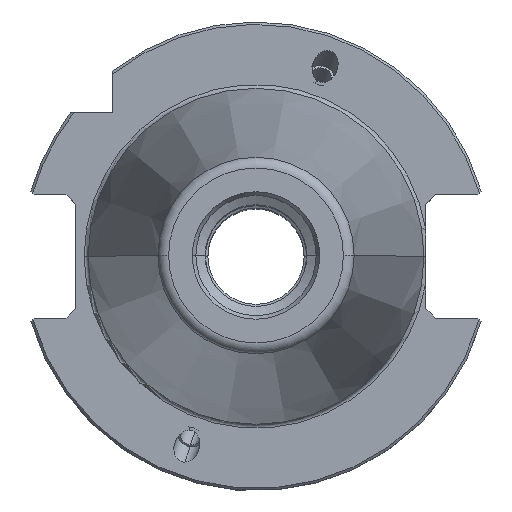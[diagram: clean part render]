
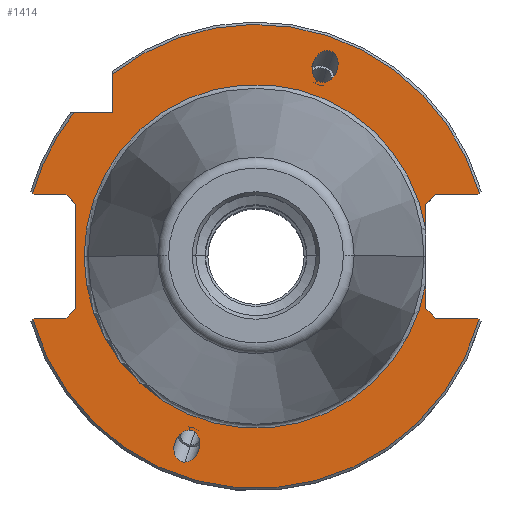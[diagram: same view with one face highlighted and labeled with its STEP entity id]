
A CAD part, top view. The second image highlights one B-rep face of the part: STEP entity #1414.
In plain terms, the highlighted planar face has unit normal (0, 0, 1).
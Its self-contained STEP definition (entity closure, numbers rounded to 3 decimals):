
#1000=VERTEX_POINT('NONE',#2953);
#1024=EDGE_CURVE('NONE',#1000,#2742,#2980,.T.);
#1028=EDGE_CURVE('NONE',#1666,#1822,#2984,.T.);
#1140=VERTEX_POINT('NONE',#3109);
#1230=VERTEX_POINT('NONE',#3210);
#1266=EDGE_CURVE('NONE',#2016,#2562,#3248,.T.);
#1412=EDGE_CURVE('NONE',#2462,#2180,#3408,.T.);
#1414=ADVANCED_FACE('NONE',(#3410,#3411,#3412),#3413,.T.);
#1422=VERTEX_POINT('NONE',#3422);
#1502=EDGE_CURVE('NONE',#2850,#2094,#3513,.T.);
#1504=VERTEX_POINT('NONE',#3515);
#1520=EDGE_CURVE('NONE',#1140,#2842,#3532,.T.);
#1540=VERTEX_POINT('NONE',#3552);
#1542=VERTEX_POINT('NONE',#3554);
#1562=EDGE_CURVE('NONE',#2132,#1868,#3577,.T.);
#1624=VERTEX_POINT('NONE',#3648);
#1634=EDGE_CURVE('NONE',#2842,#1230,#3659,.T.);
#1666=VERTEX_POINT('NONE',#3700);
#1704=VERTEX_POINT('NONE',#3740);
#1714=EDGE_CURVE('NONE',#2478,#1542,#3751,.T.);
#1780=VERTEX_POINT('NONE',#3822);
#1822=VERTEX_POINT('NONE',#3868);
#1868=VERTEX_POINT('NONE',#3916);
#1930=EDGE_CURVE('NONE',#1822,#1704,#3983,.T.);
#1940=EDGE_CURVE('NONE',#1540,#2304,#3994,.T.);
#1948=EDGE_CURVE('NONE',#2180,#2462,#4005,.T.);
#2016=VERTEX_POINT('NONE',#4079);
#2020=EDGE_CURVE('NONE',#2132,#2094,#4083,.T.);
#2094=VERTEX_POINT('NONE',#4165);
#2130=EDGE_CURVE('NONE',#1504,#2478,#4204,.T.);
#2132=VERTEX_POINT('NONE',#4206);
#2168=EDGE_CURVE('NONE',#1140,#1540,#4245,.T.);
#2172=EDGE_CURVE('NONE',#1542,#2204,#4250,.T.);
#2180=VERTEX_POINT('NONE',#4258);
#2204=VERTEX_POINT('NONE',#4285);
#2234=EDGE_CURVE('NONE',#1704,#1422,#4319,.T.);
#2274=EDGE_CURVE('NONE',#2742,#2850,#4366,.T.);
#2304=VERTEX_POINT('NONE',#4400);
#2328=EDGE_CURVE('NONE',#2602,#1624,#4430,.T.);
#2368=EDGE_CURVE('NONE',#1624,#1780,#4475,.T.);
#2450=EDGE_CURVE('NONE',#1422,#2602,#4566,.T.);
#2462=VERTEX_POINT('NONE',#4578);
#2478=VERTEX_POINT('NONE',#4595);
#2524=EDGE_CURVE('NONE',#2562,#2016,#4650,.T.);
#2562=VERTEX_POINT('NONE',#4692);
#2602=VERTEX_POINT('NONE',#4737);
#2718=EDGE_CURVE('NONE',#1868,#2304,#4863,.T.);
#2742=VERTEX_POINT('NONE',#4889);
#2810=EDGE_CURVE('NONE',#1780,#1000,#4964,.T.);
#2842=VERTEX_POINT('NONE',#5001);
#2850=VERTEX_POINT('NONE',#5009);
#2892=EDGE_CURVE('NONE',#1504,#1230,#5054,.T.);
#2896=EDGE_CURVE('NONE',#2204,#1666,#5058,.T.);
#2953=CARTESIAN_POINT('',(-46.066,-12.85,-3.2));
#2980=LINE('',#5152,#5153);
#2984=CIRCLE('',#5158,48.225);
#3109=CARTESIAN_POINT('',(35.3,5.494,-3.2));
#3210=CARTESIAN_POINT('',(37.3,12.85,-3.2));
#3248=(B_SPLINE_CURVE(3,(#5588,#5589,#5590,#5591),.UNSPECIFIED.,.F.,.F.)B_SPLINE_CURVE_WITH_KNOTS((4,4),(0.272,3.414),.UNSPECIFIED.)RATIONAL_B_SPLINE_CURVE((1.0,0.333,0.333,1.0))BOUNDED_CURVE()REPRESENTATION_ITEM('')GEOMETRIC_REPRESENTATION_ITEM()CURVE());
#3408=(B_SPLINE_CURVE(3,(#5839,#5840,#5841,#5842),.UNSPECIFIED.,.F.,.F.)B_SPLINE_CURVE_WITH_KNOTS((4,4),(2.87,6.011),.UNSPECIFIED.)RATIONAL_B_SPLINE_CURVE((1.0,0.333,0.333,1.0))BOUNDED_CURVE()REPRESENTATION_ITEM('')GEOMETRIC_REPRESENTATION_ITEM()CURVE());
#3410=FACE_OUTER_BOUND('',#5850,.T.);
#3411=FACE_BOUND('',#5851,.T.);
#3412=FACE_BOUND('',#5852,.T.);
#3413=PLANE('',#5853);
#3422=CARTESIAN_POINT('',(-39.5,12.85,-3.2));
#3513=LINE('',#5989,#5990);
#3515=CARTESIAN_POINT('',(46.066,12.85,-3.2));
#3532=LINE('',#6025,#6026);
#3552=CARTESIAN_POINT('',(-35.725,0.,-3.2));
#3554=CARTESIAN_POINT('',(-29.85,37.876,-3.2));
#3577=LINE('',#6090,#6091);
#3648=CARTESIAN_POINT('',(-37.5,-10.85,-3.2));
#3659=LINE('',#6247,#6248);
#3700=CARTESIAN_POINT('',(-37.876,29.85,-3.2));
#3740=CARTESIAN_POINT('',(-46.066,12.85,-3.2));
#3751=CIRCLE('',#6365,48.225);
#3822=CARTESIAN_POINT('',(-39.5,-12.85,-3.2));
#3868=CARTESIAN_POINT('',(-46.39,13.175,-3.2));
#3916=CARTESIAN_POINT('',(35.3,-10.85,-3.2));
#3983=LINE('',#6751,#6752);
#3994=CIRCLE('',#6766,35.725);
#4005=(B_SPLINE_CURVE(3,(#6779,#6780,#6781,#6782),.UNSPECIFIED.,.F.,.F.)B_SPLINE_CURVE_WITH_KNOTS((4,4),(6.011,9.153),.UNSPECIFIED.)RATIONAL_B_SPLINE_CURVE((1.0,0.333,0.333,1.0))BOUNDED_CURVE()REPRESENTATION_ITEM('')GEOMETRIC_REPRESENTATION_ITEM()CURVE());
#4079=CARTESIAN_POINT('',(-14.827,-42.778,-3.2));
#4083=LINE('',#6899,#6900);
#4165=CARTESIAN_POINT('',(46.066,-12.85,-3.2));
#4204=LINE('',#7067,#7068);
#4206=CARTESIAN_POINT('',(37.3,-12.85,-3.2));
#4245=CIRCLE('',#7171,35.725);
#4250=LINE('',#7177,#7178);
#4258=CARTESIAN_POINT('',(16.139,42.3,-3.2));
#4285=CARTESIAN_POINT('',(-29.85,29.85,-3.2));
#4319=LINE('',#7305,#7306);
#4366=CIRCLE('',#7411,48.225);
#4400=CARTESIAN_POINT('',(35.3,-5.494,-3.2));
#4430=LINE('',#7505,#7506);
#4475=LINE('',#7565,#7566);
#4566=LINE('',#7694,#7695);
#4578=CARTESIAN_POINT('',(12.59,36.634,-3.2));
#4595=CARTESIAN_POINT('',(46.39,13.175,-3.2));
#4650=(B_SPLINE_CURVE(3,(#7801,#7802,#7803,#7804),.UNSPECIFIED.,.F.,.F.)B_SPLINE_CURVE_WITH_KNOTS((4,4),(3.414,6.555),.UNSPECIFIED.)RATIONAL_B_SPLINE_CURVE((1.0,0.333,0.333,1.0))BOUNDED_CURVE()REPRESENTATION_ITEM('')GEOMETRIC_REPRESENTATION_ITEM()CURVE());
#4692=CARTESIAN_POINT('',(-13.903,-36.156,-3.2));
#4737=CARTESIAN_POINT('',(-37.5,10.85,-3.2));
#4863=LINE('',#8165,#8166);
#4889=CARTESIAN_POINT('',(-46.39,-13.175,-3.2));
#4964=LINE('',#8345,#8346);
#5001=CARTESIAN_POINT('',(35.3,10.85,-3.2));
#5009=CARTESIAN_POINT('',(46.39,-13.175,-3.2));
#5054=LINE('',#8473,#8474);
#5058=LINE('',#8479,#8480);
#5152=CARTESIAN_POINT('',(-46.916,-13.7,-3.2));
#5153=VECTOR('',#8588,1000.0);
#5158=AXIS2_PLACEMENT_3D('',#8589,#8590,#8591);
#5588=CARTESIAN_POINT('',(-14.827,-42.778,-3.2));
#5589=CARTESIAN_POINT('',(-9.496,-42.778,-3.2));
#5590=CARTESIAN_POINT('',(-8.572,-36.156,-3.2));
#5591=CARTESIAN_POINT('',(-13.903,-36.156,-3.2));
#5839=CARTESIAN_POINT('',(12.59,36.634,-3.2));
#5840=CARTESIAN_POINT('',(16.674,33.207,-3.2));
#5841=CARTESIAN_POINT('',(20.223,38.874,-3.2));
#5842=CARTESIAN_POINT('',(16.139,42.3,-3.2));
#5850=EDGE_LOOP('',(#9090,#9091,#9092,#9093,#9094,#9095,#9096,#9097,#9098,#9099,#9100,#9101,#9102,#9103,#9104,#9105,#9106,#9107,#9108,#9109,#9110,#9111));
#5851=EDGE_LOOP('',(#9112,#9113));
#5852=EDGE_LOOP('',(#9114,#9115));
#5853=AXIS2_PLACEMENT_3D('',#9116,#9117,#9118);
#5989=CARTESIAN_POINT('',(45.916,-12.7,-3.2));
#5990=VECTOR('',#9250,1000.0);
#6025=CARTESIAN_POINT('',(35.3,-35.725,-3.2));
#6026=VECTOR('',#9265,1000.0);
#6090=CARTESIAN_POINT('',(37.3,-12.85,-3.2));
#6091=VECTOR('',#9298,1000.0);
#6247=CARTESIAN_POINT('',(37.3,12.85,-3.2));
#6248=VECTOR('',#9397,1000.0);
#6365=AXIS2_PLACEMENT_3D('',#9509,#9510,#9511);
#6751=CARTESIAN_POINT('',(-46.916,13.7,-3.2));
#6752=VECTOR('',#9736,1000.0);
#6766=AXIS2_PLACEMENT_3D('',#9747,#9748,#9749);
#6779=CARTESIAN_POINT('',(16.139,42.3,-3.2));
#6780=CARTESIAN_POINT('',(12.056,45.727,-3.2));
#6781=CARTESIAN_POINT('',(8.507,40.06,-3.2));
#6782=CARTESIAN_POINT('',(12.59,36.634,-3.2));
#6899=CARTESIAN_POINT('',(0.,-12.85,-3.2));
#6900=VECTOR('',#9845,1000.0);
#7067=CARTESIAN_POINT('',(46.916,13.7,-3.2));
#7068=VECTOR('',#9965,1000.0);
#7171=AXIS2_PLACEMENT_3D('',#10005,#10006,#10007);
#7177=CARTESIAN_POINT('',(-29.85,-35.725,-3.2));
#7178=VECTOR('',#10016,1000.0);
#7305=CARTESIAN_POINT('',(0.,12.85,-3.2));
#7306=VECTOR('',#10098,1000.0);
#7411=AXIS2_PLACEMENT_3D('',#10176,#10177,#10178);
#7505=CARTESIAN_POINT('',(-37.5,-35.725,-3.2));
#7506=VECTOR('',#10266,1000.0);
#7565=CARTESIAN_POINT('',(-37.5,-10.85,-3.2));
#7566=VECTOR('',#10327,1000.0);
#7694=CARTESIAN_POINT('',(-37.5,10.85,-3.2));
#7695=VECTOR('',#10434,1000.0);
#7801=CARTESIAN_POINT('',(-13.903,-36.156,-3.2));
#7802=CARTESIAN_POINT('',(-19.233,-36.156,-3.2));
#7803=CARTESIAN_POINT('',(-20.157,-42.778,-3.2));
#7804=CARTESIAN_POINT('',(-14.827,-42.778,-3.2));
#8165=CARTESIAN_POINT('',(35.3,-35.725,-3.2));
#8166=VECTOR('',#10800,1000.0);
#8345=CARTESIAN_POINT('',(0.,-12.85,-3.2));
#8346=VECTOR('',#10900,1000.0);
#8473=CARTESIAN_POINT('',(0.,12.85,-3.2));
#8474=VECTOR('',#10998,1000.0);
#8479=CARTESIAN_POINT('',(0.,29.85,-3.2));
#8480=VECTOR('',#10999,1000.0);
#8588=DIRECTION('',(-0.707,-0.707,0.0));
#8589=CARTESIAN_POINT('',(0.0,0.0,-3.2));
#8590=DIRECTION('',(0.0,0.0,1.0));
#8591=DIRECTION('',(-1.0,0.,0.0));
#9090=ORIENTED_EDGE('',*,*,#2130,.T.);
#9091=ORIENTED_EDGE('',*,*,#1714,.T.);
#9092=ORIENTED_EDGE('',*,*,#2172,.T.);
#9093=ORIENTED_EDGE('',*,*,#2896,.T.);
#9094=ORIENTED_EDGE('',*,*,#1028,.T.);
#9095=ORIENTED_EDGE('',*,*,#1930,.T.);
#9096=ORIENTED_EDGE('',*,*,#2234,.T.);
#9097=ORIENTED_EDGE('',*,*,#2450,.T.);
#9098=ORIENTED_EDGE('',*,*,#2328,.T.);
#9099=ORIENTED_EDGE('',*,*,#2368,.T.);
#9100=ORIENTED_EDGE('',*,*,#2810,.T.);
#9101=ORIENTED_EDGE('',*,*,#1024,.T.);
#9102=ORIENTED_EDGE('',*,*,#2274,.T.);
#9103=ORIENTED_EDGE('',*,*,#1502,.T.);
#9104=ORIENTED_EDGE('',*,*,#2020,.F.);
#9105=ORIENTED_EDGE('',*,*,#1562,.T.);
#9106=ORIENTED_EDGE('',*,*,#2718,.T.);
#9107=ORIENTED_EDGE('',*,*,#1940,.F.);
#9108=ORIENTED_EDGE('',*,*,#2168,.F.);
#9109=ORIENTED_EDGE('',*,*,#1520,.T.);
#9110=ORIENTED_EDGE('',*,*,#1634,.T.);
#9111=ORIENTED_EDGE('',*,*,#2892,.F.);
#9112=ORIENTED_EDGE('',*,*,#1412,.F.);
#9113=ORIENTED_EDGE('',*,*,#1948,.F.);
#9114=ORIENTED_EDGE('',*,*,#2524,.F.);
#9115=ORIENTED_EDGE('',*,*,#1266,.F.);
#9116=CARTESIAN_POINT('',(0.,-35.725,-3.2));
#9117=DIRECTION('',(0.0,0.0,1.0));
#9118=DIRECTION('',(-1.0,0.,0.0));
#9250=DIRECTION('',(-0.707,0.707,0.0));
#9265=DIRECTION('',(0.,1.0,0.0));
#9298=DIRECTION('',(-0.707,0.707,0.0));
#9397=DIRECTION('',(0.707,0.707,0.0));
#9509=CARTESIAN_POINT('',(0.0,0.0,-3.2));
#9510=DIRECTION('',(0.0,0.0,1.0));
#9511=DIRECTION('',(-1.0,0.,0.0));
#9736=DIRECTION('',(0.707,-0.707,-0.0));
#9747=CARTESIAN_POINT('',(0.0,0.0,-3.2));
#9748=DIRECTION('',(0.0,0.0,1.0));
#9749=DIRECTION('',(-1.0,0.,0.0));
#9845=DIRECTION('',(1.0,0.,-0.0));
#9965=DIRECTION('',(0.707,0.707,0.0));
#10005=CARTESIAN_POINT('',(0.0,0.0,-3.2));
#10006=DIRECTION('',(0.0,0.0,1.0));
#10007=DIRECTION('',(-1.0,0.,0.0));
#10016=DIRECTION('',(0.,-1.0,0.0));
#10098=DIRECTION('',(1.0,0.,-0.0));
#10176=CARTESIAN_POINT('',(0.0,0.0,-3.2));
#10177=DIRECTION('',(0.0,0.0,1.0));
#10178=DIRECTION('',(-1.0,0.,0.0));
#10266=DIRECTION('',(0.,-1.0,0.0));
#10327=DIRECTION('',(-0.707,-0.707,0.0));
#10434=DIRECTION('',(0.707,-0.707,-0.0));
#10800=DIRECTION('',(0.,1.0,0.0));
#10900=DIRECTION('',(-1.0,0.,0.0));
#10998=DIRECTION('',(-1.0,0.,0.0));
#10999=DIRECTION('',(-1.0,0.,0.0));
